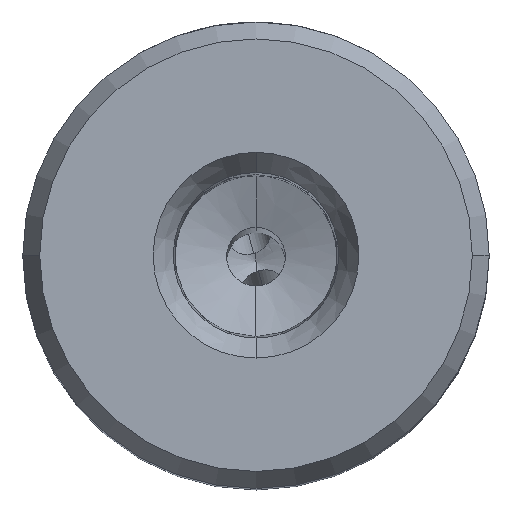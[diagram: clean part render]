
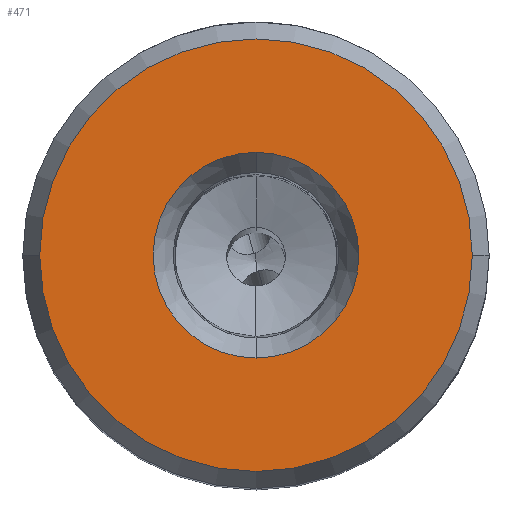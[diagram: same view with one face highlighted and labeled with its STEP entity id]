
A CAD part, top view. The second image highlights one B-rep face of the part: STEP entity #471.
In plain terms, the highlighted planar face has unit normal (0, 0, 1).
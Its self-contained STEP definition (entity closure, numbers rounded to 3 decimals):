
#108=FACE_BOUND('',#863,.T.);
#109=FACE_BOUND('',#864,.T.);
#198=CIRCLE('',#3579,7.);
#199=CIRCLE('',#3581,7.);
#200=CIRCLE('',#3583,14.72);
#201=CIRCLE('',#3584,14.72);
#300=PLANE('',#3585);
#471=ADVANCED_FACE('',(#108,#109),#300,.T.);
#863=EDGE_LOOP('',(#1088,#1089));
#864=EDGE_LOOP('',(#1090,#1091));
#1088=ORIENTED_EDGE('',*,*,#2563,.T.);
#1089=ORIENTED_EDGE('',*,*,#2564,.T.);
#1090=ORIENTED_EDGE('',*,*,#2565,.T.);
#1091=ORIENTED_EDGE('',*,*,#2566,.T.);
#2178=VERTEX_POINT('',#4514);
#2179=VERTEX_POINT('',#4516);
#2180=VERTEX_POINT('',#4522);
#2181=VERTEX_POINT('',#4523);
#2563=EDGE_CURVE('',#2178,#2179,#198,.T.);
#2564=EDGE_CURVE('',#2179,#2178,#199,.T.);
#2565=EDGE_CURVE('',#2180,#2181,#200,.T.);
#2566=EDGE_CURVE('',#2181,#2180,#201,.T.);
#3579=AXIS2_PLACEMENT_3D('',#4517,#3863,#3864);
#3581=AXIS2_PLACEMENT_3D('',#4519,#3867,#3868);
#3583=AXIS2_PLACEMENT_3D('',#4521,#3871,#3872);
#3584=AXIS2_PLACEMENT_3D('',#4524,#3873,#3874);
#3585=AXIS2_PLACEMENT_3D('',#4525,#3875,#3876);
#3863=DIRECTION('',(0.,0.,-1.));
#3864=DIRECTION('',(0.,-1.,0.));
#3867=DIRECTION('',(0.,0.,-1.));
#3868=DIRECTION('',(0.,1.,0.));
#3871=DIRECTION('',(0.,0.,1.));
#3872=DIRECTION('',(-1.,0.,0.));
#3873=DIRECTION('',(0.,0.,1.));
#3874=DIRECTION('',(1.,0.,0.));
#3875=DIRECTION('',(0.,0.,1.));
#3876=DIRECTION('',(-1.,0.,0.));
#4514=CARTESIAN_POINT('',(0.,-7.,30.2));
#4516=CARTESIAN_POINT('',(0.,7.,30.2));
#4517=CARTESIAN_POINT('',(0.,0.,30.2));
#4519=CARTESIAN_POINT('',(0.,0.,30.2));
#4521=CARTESIAN_POINT('',(0.,0.,30.2));
#4522=CARTESIAN_POINT('',(-14.72,0.,30.2));
#4523=CARTESIAN_POINT('',(14.72,0.,30.2));
#4524=CARTESIAN_POINT('',(0.,0.,30.2));
#4525=CARTESIAN_POINT('',(0.,0.,30.2));
